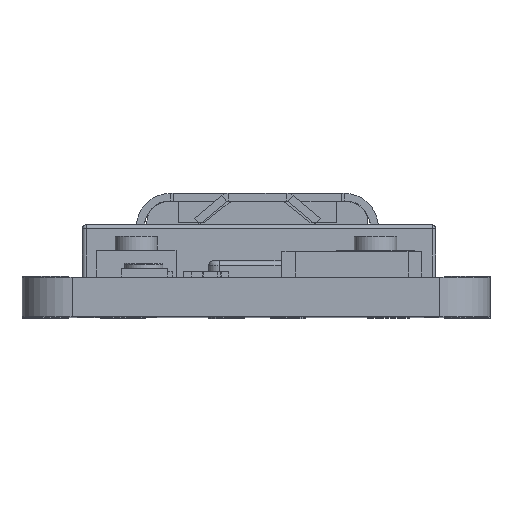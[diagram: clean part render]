
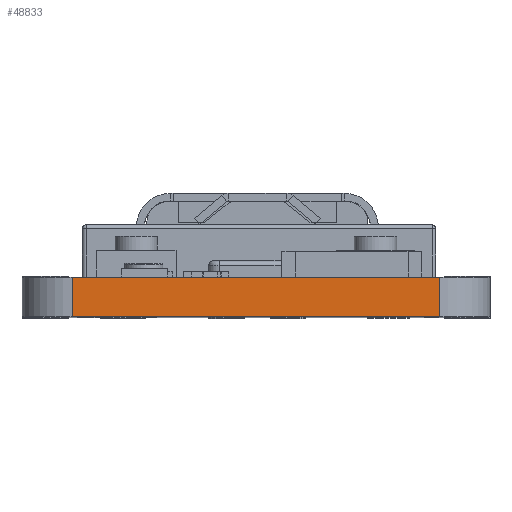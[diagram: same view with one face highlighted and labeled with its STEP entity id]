
A CAD part, top view. The second image highlights one B-rep face of the part: STEP entity #48833.
In plain terms, the highlighted face is planar.
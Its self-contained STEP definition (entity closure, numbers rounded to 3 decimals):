
#5896=FACE_OUTER_BOUND('',#9000,.T.);
#9000=EDGE_LOOP('',(#35624,#35625,#35626,#35627));
#12216=LINE('',#69341,#16814);
#12264=LINE('',#69565,#16862);
#12305=LINE('',#69710,#16903);
#12306=LINE('',#69712,#16904);
#16814=VECTOR('',#58432,1.);
#16862=VECTOR('',#58616,1.);
#16903=VECTOR('',#58781,1.);
#16904=VECTOR('',#58784,1.);
#21462=VERTEX_POINT('',#69339);
#21463=VERTEX_POINT('',#69340);
#21570=VERTEX_POINT('',#69562);
#21571=VERTEX_POINT('',#69564);
#26642=EDGE_CURVE('',#21462,#21463,#12216,.T.);
#26754=EDGE_CURVE('',#21570,#21571,#12264,.T.);
#26827=EDGE_CURVE('',#21570,#21462,#12305,.T.);
#26828=EDGE_CURVE('',#21571,#21463,#12306,.T.);
#35624=ORIENTED_EDGE('',*,*,#26827,.T.);
#35625=ORIENTED_EDGE('',*,*,#26642,.T.);
#35626=ORIENTED_EDGE('',*,*,#26828,.F.);
#35627=ORIENTED_EDGE('',*,*,#26754,.F.);
#46905=PLANE('',#52859);
#48833=ADVANCED_FACE('',(#5896),#46905,.T.);
#52859=AXIS2_PLACEMENT_3D('',#69711,#58782,#58783);
#58432=DIRECTION('',(0.,1.,0.));
#58616=DIRECTION('',(0.,1.,0.));
#58781=DIRECTION('',(0.,0.,1.));
#58782=DIRECTION('center_axis',(-1.,0.,0.));
#58783=DIRECTION('ref_axis',(0.,1.,0.));
#58784=DIRECTION('',(0.,0.,1.));
#69339=CARTESIAN_POINT('',(-11.835,-6.983,0.852));
#69340=CARTESIAN_POINT('',(-11.835,6.987,0.852));
#69341=CARTESIAN_POINT('',(-11.835,-6.983,0.852));
#69562=CARTESIAN_POINT('',(-11.835,-6.983,-0.658));
#69564=CARTESIAN_POINT('',(-11.835,6.987,-0.658));
#69565=CARTESIAN_POINT('',(-11.835,-6.983,-0.658));
#69710=CARTESIAN_POINT('',(-11.835,-6.983,-0.658));
#69711=CARTESIAN_POINT('Origin',(-11.835,-6.983,-0.658));
#69712=CARTESIAN_POINT('',(-11.835,6.987,-0.658));
